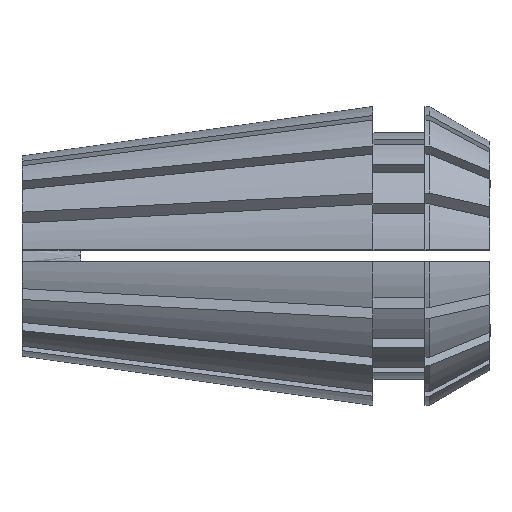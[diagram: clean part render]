
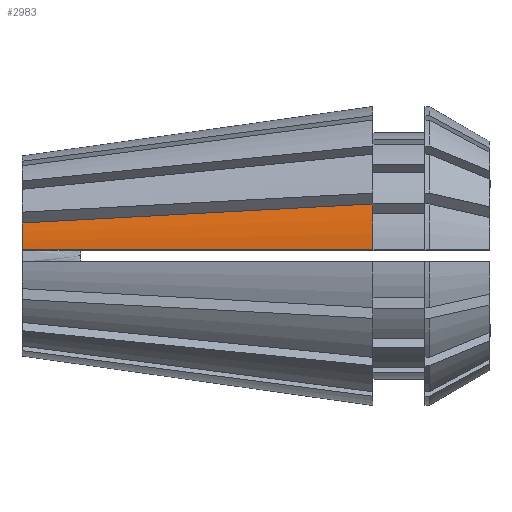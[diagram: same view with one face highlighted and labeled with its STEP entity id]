
A CAD part, top view. The second image highlights one B-rep face of the part: STEP entity #2983.
In plain terms, the highlighted conical face has half-angle 8 degrees and reference radius 5.753 mm.
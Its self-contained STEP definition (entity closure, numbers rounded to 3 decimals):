
#93 = VERTEX_POINT ( 'NONE', #3328 ) ;
#225 = CARTESIAN_POINT ( 'NONE',  ( 11.612, 0.225, 5.483 ) ) ;
#273 = CARTESIAN_POINT ( 'NONE',  ( 0., 1.265, 3.642 ) ) ;
#413 = DIRECTION ( 'NONE',  ( 1., 0., 0. ) ) ;
#641 = B_SPLINE_CURVE_WITH_KNOTS ( 'NONE', 3,
 ( #3370, #225, #4279, #1607, #4716, #2055, #5172, #2525, #5605, #2968 ),
 .UNSPECIFIED., .F., .F.,
 ( 4, 3, 3, 4 ),
 ( 0.023, 0.029, 0.036, 0.037 ),
 .UNSPECIFIED. ) ;
#698 = CARTESIAN_POINT ( 'NONE',  ( 13.5, 1.992, 5.397 ) ) ;
#1042 = AXIS2_PLACEMENT_3D ( 'NONE', #4258, #1585, #4694 ) ;
#1184 = CARTESIAN_POINT ( 'NONE',  ( 4.469, 1.506, 4.223 ) ) ;
#1403 = DIRECTION ( 'NONE',  ( -1., 0., 0. ) ) ;
#1557 = AXIS2_PLACEMENT_3D ( 'NONE', #5005, #1403, #3648 ) ;
#1585 = DIRECTION ( 'NONE',  ( -1., 0., 0. ) ) ;
#1607 = CARTESIAN_POINT ( 'NONE',  ( 7.836, 0.225, 4.952 ) ) ;
#1640 = AXIS2_PLACEMENT_3D ( 'NONE', #2210, #413, #3122 ) ;
#1649 = EDGE_CURVE ( 'NONE', #4102, #93, #2790, .T. ) ;
#1652 = CARTESIAN_POINT ( 'NONE',  ( 8.969, 1.748, 4.808 ) ) ;
#1895 = FACE_OUTER_BOUND ( 'NONE', #3540, .T. ) ;
#1943 = ORIENTED_EDGE ( 'NONE', *, *, #3179, .F. ) ;
#2055 = CARTESIAN_POINT ( 'NONE',  ( 3.219, 0.225, 4.302 ) ) ;
#2098 = CARTESIAN_POINT ( 'NONE',  ( 13.5, 1.992, 5.397 ) ) ;
#2210 = CARTESIAN_POINT ( 'NONE',  ( 13.5, 0., 0. ) ) ;
#2240 = VERTEX_POINT ( 'NONE', #3405 ) ;
#2390 = CIRCLE ( 'NONE', #1042, 5.753 ) ;
#2525 = CARTESIAN_POINT ( 'NONE',  ( 0.607, 0.225, 3.935 ) ) ;
#2603 = ORIENTED_EDGE ( 'NONE', *, *, #4777, .F. ) ;
#2790 = CIRCLE ( 'NONE', #1557, 3.856 ) ;
#2819 = CONICAL_SURFACE ( 'NONE', #1640, 5.753, 0.14 ) ;
#2850 = ORIENTED_EDGE ( 'NONE', *, *, #1649, .F. ) ;
#2968 = CARTESIAN_POINT ( 'NONE',  ( 0., 0.225, 3.849 ) ) ;
#2983 = ADVANCED_FACE ( 'NONE', ( #1895 ), #2819, .T. ) ;
#3122 = DIRECTION ( 'NONE',  ( 0., 0., -1. ) ) ;
#3178 = VERTEX_POINT ( 'NONE', #698 ) ;
#3179 = EDGE_CURVE ( 'NONE', #93, #3178, #5339, .T. ) ;
#3328 = CARTESIAN_POINT ( 'NONE',  ( 0., 1.265, 3.642 ) ) ;
#3370 = CARTESIAN_POINT ( 'NONE',  ( 13.5, 0.225, 5.749 ) ) ;
#3405 = CARTESIAN_POINT ( 'NONE',  ( 13.5, 0.225, 5.749 ) ) ;
#3540 = EDGE_LOOP ( 'NONE', ( #1943, #2850, #2603, #5731 ) ) ;
#3648 = DIRECTION ( 'NONE',  ( 0., 0., 1. ) ) ;
#4102 = VERTEX_POINT ( 'NONE', #4453 ) ;
#4258 = CARTESIAN_POINT ( 'NONE',  ( 13.5, 0., 0. ) ) ;
#4279 = CARTESIAN_POINT ( 'NONE',  ( 9.724, 0.225, 5.217 ) ) ;
#4322 = CARTESIAN_POINT ( 'NONE',  ( 6.703, 1.626, 4.514 ) ) ;
#4453 = CARTESIAN_POINT ( 'NONE',  ( 0., 0.225, 3.849 ) ) ;
#4694 = DIRECTION ( 'NONE',  ( 0., 0., 1. ) ) ;
#4716 = CARTESIAN_POINT ( 'NONE',  ( 5.527, 0.225, 4.627 ) ) ;
#4763 = CARTESIAN_POINT ( 'NONE',  ( 11.234, 1.87, 5.103 ) ) ;
#4777 = EDGE_CURVE ( 'NONE', #2240, #4102, #641, .T. ) ;
#5005 = CARTESIAN_POINT ( 'NONE',  ( 0., 0., 0. ) ) ;
#5172 = CARTESIAN_POINT ( 'NONE',  ( 0.91, 0.225, 3.977 ) ) ;
#5192 = CARTESIAN_POINT ( 'NONE',  ( 2.234, 1.385, 3.933 ) ) ;
#5339 = B_SPLINE_CURVE_WITH_KNOTS ( 'NONE', 3,
 ( #273, #5192, #1184, #4322, #1652, #4763, #2098 ),
 .UNSPECIFIED., .F., .F.,
 ( 4, 3, 4 ),
 ( 0., 0.007, 0.014 ),
 .UNSPECIFIED. ) ;
#5406 = EDGE_CURVE ( 'NONE', #2240, #3178, #2390, .T. ) ;
#5605 = CARTESIAN_POINT ( 'NONE',  ( 0.303, 0.225, 3.892 ) ) ;
#5731 = ORIENTED_EDGE ( 'NONE', *, *, #5406, .T. ) ;
